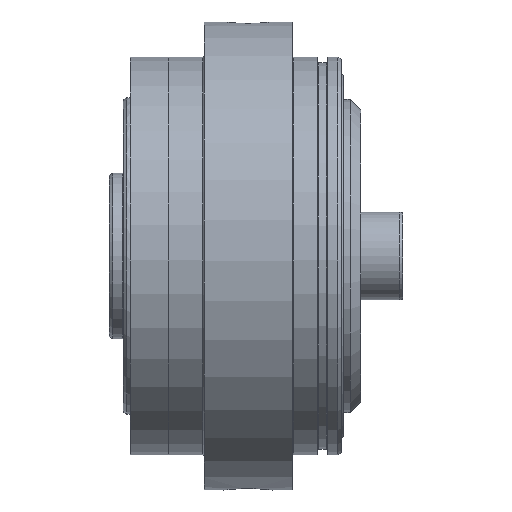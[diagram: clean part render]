
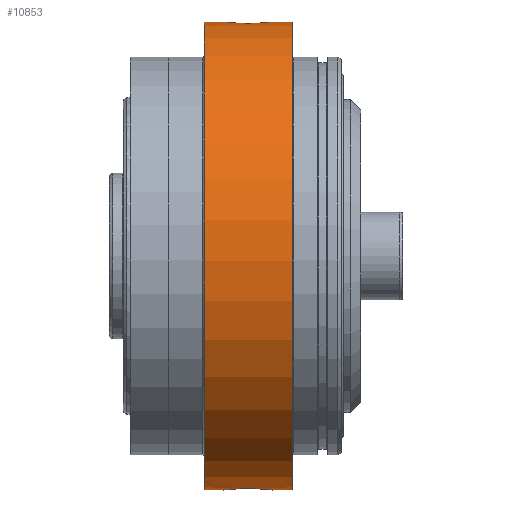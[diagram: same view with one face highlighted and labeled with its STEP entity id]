
A CAD part, top view. The second image highlights one B-rep face of the part: STEP entity #10853.
In plain terms, the highlighted cylindrical face has radius 66.5 mm (diameter 133 mm), a full revolution.
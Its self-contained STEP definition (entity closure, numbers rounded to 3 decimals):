
#127=CYLINDRICAL_SURFACE('',#11795,66.5);
#554=LINE('',#19953,#852);
#852=VECTOR('',#13916,66.5);
#1259=FACE_BOUND('',#2374,.T.);
#1260=FACE_BOUND('',#2375,.T.);
#1587=B_SPLINE_CURVE_WITH_KNOTS('',3,(#19914,#19915,#19916,#19917,#19918,
#19919,#19920,#19921,#19922,#19923,#19924,#19925,#19926,#19927,#19928,#19929,
#19930,#19931),.UNSPECIFIED.,.F.,.F.,(4,2,2,2,2,2,2,2,4),(1.056,
1.319,1.583,1.847,2.111,2.375,
2.639,2.903,3.167),.UNSPECIFIED.);
#1588=B_SPLINE_CURVE_WITH_KNOTS('',3,(#19933,#19934,#19935,#19936,#19937,
#19938,#19939,#19940,#19941,#19942,#19943,#19944,#19945,#19946,#19947,#19948,
#19949,#19950,#19951),.UNSPECIFIED.,.F.,.F.,(4,2,2,2,3,2,2,2,4),(3.167,
3.431,3.694,3.958,4.222,4.486,
4.75,5.014,5.278),.UNSPECIFIED.);
#1589=B_SPLINE_CURVE_WITH_KNOTS('',3,(#19956,#19957,#19958,#19959,#19960,
#19961,#19962,#19963,#19964,#19965,#19966,#19967,#19968,#19969,#19970,#19971,
#19972,#19973),.UNSPECIFIED.,.F.,.F.,(4,2,2,2,2,2,2,2,4),(1.056,
1.319,1.583,1.847,2.111,2.375,
2.639,2.903,3.167),.UNSPECIFIED.);
#1590=B_SPLINE_CURVE_WITH_KNOTS('',3,(#19974,#19975,#19976,#19977,#19978,
#19979,#19980,#19981,#19982,#19983,#19984,#19985,#19986,#19987,#19988,#19989,
#19990,#19991,#19992),.UNSPECIFIED.,.F.,.F.,(4,2,2,2,3,2,2,2,4),(3.167,
3.431,3.694,3.958,4.222,4.486,
4.75,5.014,5.278),.UNSPECIFIED.);
#1739=FACE_OUTER_BOUND('',#2373,.T.);
#2373=EDGE_LOOP('',(#7833,#7834,#7835,#7836));
#2374=EDGE_LOOP('',(#7837,#7838));
#2375=EDGE_LOOP('',(#7839,#7840));
#3172=CIRCLE('',#11689,66.5);
#3197=CIRCLE('',#11717,66.5);
#4333=VERTEX_POINT('',#19716);
#4357=VERTEX_POINT('',#19769);
#4417=VERTEX_POINT('',#19912);
#4418=VERTEX_POINT('',#19913);
#4419=VERTEX_POINT('',#19954);
#4420=VERTEX_POINT('',#19955);
#5702=EDGE_CURVE('',#4333,#4333,#3172,.T.);
#5728=EDGE_CURVE('',#4357,#4357,#3197,.T.);
#5797=EDGE_CURVE('',#4417,#4418,#1587,.T.);
#5799=EDGE_CURVE('',#4418,#4417,#1588,.T.);
#5800=EDGE_CURVE('',#4357,#4333,#554,.T.);
#5801=EDGE_CURVE('',#4419,#4420,#1589,.T.);
#5802=EDGE_CURVE('',#4420,#4419,#1590,.T.);
#7833=ORIENTED_EDGE('',*,*,#5728,.F.);
#7834=ORIENTED_EDGE('',*,*,#5800,.T.);
#7835=ORIENTED_EDGE('',*,*,#5702,.T.);
#7836=ORIENTED_EDGE('',*,*,#5800,.F.);
#7837=ORIENTED_EDGE('',*,*,#5799,.T.);
#7838=ORIENTED_EDGE('',*,*,#5797,.T.);
#7839=ORIENTED_EDGE('',*,*,#5801,.T.);
#7840=ORIENTED_EDGE('',*,*,#5802,.T.);
#10853=ADVANCED_FACE('',(#1739,#1259,#1260),#127,.T.);
#11689=AXIS2_PLACEMENT_3D('',#19717,#13695,#13696);
#11717=AXIS2_PLACEMENT_3D('',#19770,#13752,#13753);
#11795=AXIS2_PLACEMENT_3D('',#19952,#13914,#13915);
#13695=DIRECTION('center_axis',(-1.,0.,0.));
#13696=DIRECTION('ref_axis',(0.,-0.981,-0.195));
#13752=DIRECTION('center_axis',(-1.,0.,0.));
#13753=DIRECTION('ref_axis',(0.,-0.981,-0.195));
#13914=DIRECTION('center_axis',(-1.,0.,0.));
#13915=DIRECTION('ref_axis',(0.,-0.981,-0.195));
#13916=DIRECTION('',(1.,0.,0.));
#19716=CARTESIAN_POINT('',(-11.884,65.222,12.974));
#19717=CARTESIAN_POINT('Origin',(-11.884,0.,0.));
#19769=CARTESIAN_POINT('',(-36.884,65.222,12.974));
#19770=CARTESIAN_POINT('Origin',(-36.884,0.,
0.));
#19912=CARTESIAN_POINT('',(-17.384,-66.5,0.));
#19913=CARTESIAN_POINT('',(-31.384,-66.5,0.));
#19914=CARTESIAN_POINT('Ctrl Pts',(-17.384,-66.5,0.));
#19915=CARTESIAN_POINT('Ctrl Pts',(-17.384,-66.5,-0.88));
#19916=CARTESIAN_POINT('Ctrl Pts',(-17.56,-66.481,
-1.817));
#19917=CARTESIAN_POINT('Ctrl Pts',(-18.274,-66.411,
-3.542));
#19918=CARTESIAN_POINT('Ctrl Pts',(-18.813,-66.362,
-4.329));
#19919=CARTESIAN_POINT('Ctrl Pts',(-20.055,-66.269,-5.571));
#19920=CARTESIAN_POINT('Ctrl Pts',(-20.842,-66.22,-6.109));
#19921=CARTESIAN_POINT('Ctrl Pts',(-22.566,-66.15,
-6.824));
#19922=CARTESIAN_POINT('Ctrl Pts',(-23.504,-66.131,
-7.));
#19923=CARTESIAN_POINT('Ctrl Pts',(-25.264,-66.131,
-7.));
#19924=CARTESIAN_POINT('Ctrl Pts',(-26.201,-66.15,
-6.824));
#19925=CARTESIAN_POINT('Ctrl Pts',(-27.926,-66.22,
-6.109));
#19926=CARTESIAN_POINT('Ctrl Pts',(-28.713,-66.269,-5.571));
#19927=CARTESIAN_POINT('Ctrl Pts',(-29.955,-66.362,
-4.329));
#19928=CARTESIAN_POINT('Ctrl Pts',(-30.493,-66.411,
-3.542));
#19929=CARTESIAN_POINT('Ctrl Pts',(-31.208,-66.481,
-1.817));
#19930=CARTESIAN_POINT('Ctrl Pts',(-31.384,-66.5,-0.88));
#19931=CARTESIAN_POINT('Ctrl Pts',(-31.384,-66.5,0.));
#19933=CARTESIAN_POINT('Ctrl Pts',(-31.384,-66.5,0.));
#19934=CARTESIAN_POINT('Ctrl Pts',(-31.384,-66.5,0.88));
#19935=CARTESIAN_POINT('Ctrl Pts',(-31.208,-66.481,
1.817));
#19936=CARTESIAN_POINT('Ctrl Pts',(-30.493,-66.411,
3.542));
#19937=CARTESIAN_POINT('Ctrl Pts',(-29.955,-66.362,
4.329));
#19938=CARTESIAN_POINT('Ctrl Pts',(-28.713,-66.269,5.571));
#19939=CARTESIAN_POINT('Ctrl Pts',(-27.926,-66.22,
6.109));
#19940=CARTESIAN_POINT('Ctrl Pts',(-26.201,-66.15,
6.824));
#19941=CARTESIAN_POINT('Ctrl Pts',(-25.264,-66.131,
7.));
#19942=CARTESIAN_POINT('Ctrl Pts',(-24.384,-66.131,
7.));
#19943=CARTESIAN_POINT('Ctrl Pts',(-23.504,-66.131,
7.));
#19944=CARTESIAN_POINT('Ctrl Pts',(-22.566,-66.15,
6.824));
#19945=CARTESIAN_POINT('Ctrl Pts',(-20.842,-66.22,6.109));
#19946=CARTESIAN_POINT('Ctrl Pts',(-20.055,-66.269,
5.571));
#19947=CARTESIAN_POINT('Ctrl Pts',(-18.813,-66.362,
4.329));
#19948=CARTESIAN_POINT('Ctrl Pts',(-18.274,-66.411,
3.542));
#19949=CARTESIAN_POINT('Ctrl Pts',(-17.56,-66.481,
1.817));
#19950=CARTESIAN_POINT('Ctrl Pts',(-17.384,-66.5,0.88));
#19951=CARTESIAN_POINT('Ctrl Pts',(-17.384,-66.5,0.));
#19952=CARTESIAN_POINT('Origin',(-11.884,0.,0.));
#19953=CARTESIAN_POINT('',(-11.884,65.222,12.974));
#19954=CARTESIAN_POINT('',(-17.384,66.5,0.));
#19955=CARTESIAN_POINT('',(-31.384,66.5,0.));
#19956=CARTESIAN_POINT('Ctrl Pts',(-17.384,66.5,0.));
#19957=CARTESIAN_POINT('Ctrl Pts',(-17.384,66.5,0.88));
#19958=CARTESIAN_POINT('Ctrl Pts',(-17.56,66.481,1.817));
#19959=CARTESIAN_POINT('Ctrl Pts',(-18.274,66.411,3.542));
#19960=CARTESIAN_POINT('Ctrl Pts',(-18.813,66.362,4.329));
#19961=CARTESIAN_POINT('Ctrl Pts',(-20.055,66.269,5.571));
#19962=CARTESIAN_POINT('Ctrl Pts',(-20.842,66.22,6.109));
#19963=CARTESIAN_POINT('Ctrl Pts',(-22.566,66.15,6.824));
#19964=CARTESIAN_POINT('Ctrl Pts',(-23.504,66.131,7.));
#19965=CARTESIAN_POINT('Ctrl Pts',(-25.264,66.131,7.));
#19966=CARTESIAN_POINT('Ctrl Pts',(-26.201,66.15,6.824));
#19967=CARTESIAN_POINT('Ctrl Pts',(-27.926,66.22,6.109));
#19968=CARTESIAN_POINT('Ctrl Pts',(-28.713,66.269,5.571));
#19969=CARTESIAN_POINT('Ctrl Pts',(-29.955,66.362,4.329));
#19970=CARTESIAN_POINT('Ctrl Pts',(-30.493,66.411,3.542));
#19971=CARTESIAN_POINT('Ctrl Pts',(-31.208,66.481,1.817));
#19972=CARTESIAN_POINT('Ctrl Pts',(-31.384,66.5,0.88));
#19973=CARTESIAN_POINT('Ctrl Pts',(-31.384,66.5,0.));
#19974=CARTESIAN_POINT('Ctrl Pts',(-31.384,66.5,0.));
#19975=CARTESIAN_POINT('Ctrl Pts',(-31.384,66.5,-0.88));
#19976=CARTESIAN_POINT('Ctrl Pts',(-31.208,66.481,-1.817));
#19977=CARTESIAN_POINT('Ctrl Pts',(-30.493,66.411,-3.542));
#19978=CARTESIAN_POINT('Ctrl Pts',(-29.955,66.362,-4.329));
#19979=CARTESIAN_POINT('Ctrl Pts',(-28.713,66.269,-5.571));
#19980=CARTESIAN_POINT('Ctrl Pts',(-27.926,66.22,-6.109));
#19981=CARTESIAN_POINT('Ctrl Pts',(-26.201,66.15,-6.824));
#19982=CARTESIAN_POINT('Ctrl Pts',(-25.264,66.131,-7.));
#19983=CARTESIAN_POINT('Ctrl Pts',(-24.384,66.131,-7.));
#19984=CARTESIAN_POINT('Ctrl Pts',(-23.504,66.131,-7.));
#19985=CARTESIAN_POINT('Ctrl Pts',(-22.566,66.15,-6.824));
#19986=CARTESIAN_POINT('Ctrl Pts',(-20.842,66.22,-6.109));
#19987=CARTESIAN_POINT('Ctrl Pts',(-20.055,66.269,-5.571));
#19988=CARTESIAN_POINT('Ctrl Pts',(-18.813,66.362,-4.329));
#19989=CARTESIAN_POINT('Ctrl Pts',(-18.274,66.411,-3.542));
#19990=CARTESIAN_POINT('Ctrl Pts',(-17.56,66.481,-1.817));
#19991=CARTESIAN_POINT('Ctrl Pts',(-17.384,66.5,-0.88));
#19992=CARTESIAN_POINT('Ctrl Pts',(-17.384,66.5,0.));
